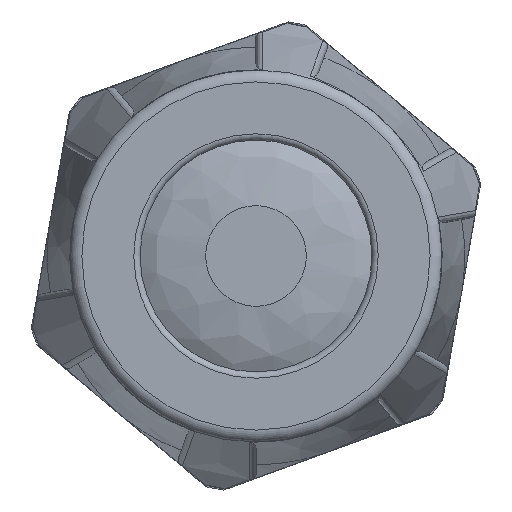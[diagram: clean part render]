
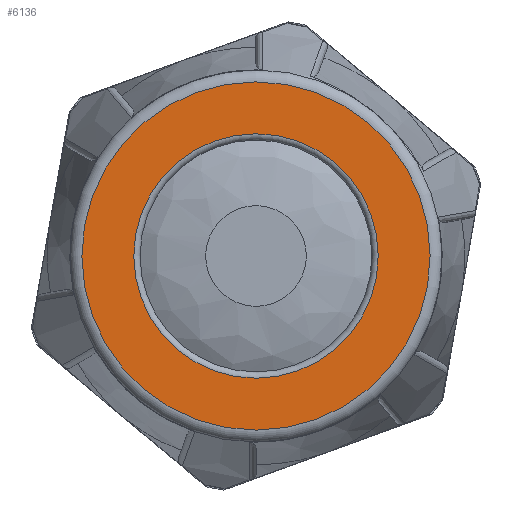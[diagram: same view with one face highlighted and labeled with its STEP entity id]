
A CAD part, left-side view. The second image highlights one B-rep face of the part: STEP entity #6136.
In plain terms, the highlighted planar face has unit normal (-1, 0, 0).
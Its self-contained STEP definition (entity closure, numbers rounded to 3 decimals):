
#314=FACE_BOUND('',#1925,.T.);
#1191=PLANE('',#6867);
#1535=FACE_OUTER_BOUND('',#1924,.T.);
#1924=EDGE_LOOP('',(#5725));
#1925=EDGE_LOOP('',(#5726));
#2331=CIRCLE('',#6866,9.66);
#2332=CIRCLE('',#6868,13.76);
#3098=VERTEX_POINT('',#15591);
#3099=VERTEX_POINT('',#15594);
#3980=EDGE_CURVE('',#3098,#3098,#2331,.T.);
#3981=EDGE_CURVE('',#3099,#3099,#2332,.T.);
#5725=ORIENTED_EDGE('',*,*,#3981,.F.);
#5726=ORIENTED_EDGE('',*,*,#3980,.T.);
#6136=ADVANCED_FACE('',(#1535,#314),#1191,.T.);
#6866=AXIS2_PLACEMENT_3D('',#15592,#8538,#8539);
#6867=AXIS2_PLACEMENT_3D('',#15593,#8540,#8541);
#6868=AXIS2_PLACEMENT_3D('',#15595,#8542,#8543);
#8538=DIRECTION('center_axis',(1.,0.,0.));
#8539=DIRECTION('ref_axis',(0.,0.,-1.));
#8540=DIRECTION('center_axis',(-1.,0.,0.));
#8541=DIRECTION('ref_axis',(0.,0.,1.));
#8542=DIRECTION('center_axis',(1.,0.,0.));
#8543=DIRECTION('ref_axis',(0.,0.,-1.));
#15591=CARTESIAN_POINT('',(-27.63,9.66,0.));
#15592=CARTESIAN_POINT('Origin',(-27.63,0.,0.));
#15593=CARTESIAN_POINT('Origin',(-27.63,13.76,0.));
#15594=CARTESIAN_POINT('',(-27.63,13.76,0.));
#15595=CARTESIAN_POINT('Origin',(-27.63,0.,0.));
